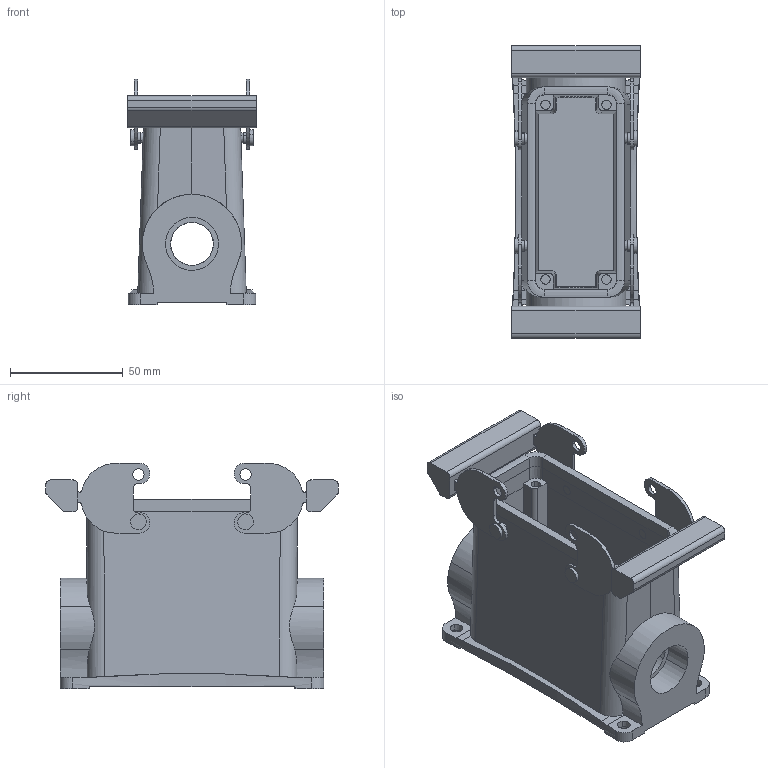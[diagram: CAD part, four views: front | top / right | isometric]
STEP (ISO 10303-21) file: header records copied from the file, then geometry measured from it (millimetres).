
FILE_DESCRIPTION(('CATIA V5 STEP Exchange','CAx-IF Rec.Pracs.--- Model Styling and Organization---1.4--- 2014-01-23'),'2;1');
FILE_NAME ('12982429_3', '2019-10-26T08:52:36+00:00', ('none'), ('Weidmueller'), 'CATIA Version 5-6 Release 2016 SP3 HF44', 'CATIA V5 STEP AP214', 'none');
FILE_SCHEMA(('AUTOMOTIVE_DESIGN { 1 0 10303 214 1 1 1 1 }'));
Products named in the file (1): 1787120000
Bounding box: 57 x 129.7 x 100 mm (x, y, z)
Volume: 183446.9 mm3; surface area: 72198.9 mm2
Topology: 3 solids, 4 shells, 1651 faces, 4476 edges, 2857 vertices
Faces by surface type: plane 954, cylinder 653, cone 36, torus 8
Entity records: 52587 total; most frequent: CARTESIAN_POINT 15235, ORIENTED_EDGE 8952, DIRECTION 5715, EDGE_CURVE 4476, VERTEX_POINT 2857, VECTOR 2438, LINE 2438, AXIS2_PLACEMENT_3D 2314
